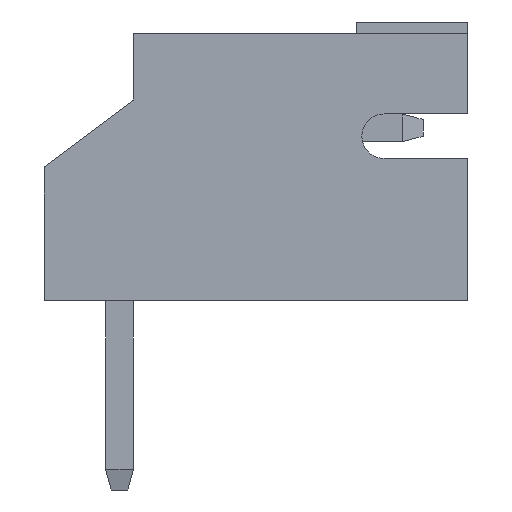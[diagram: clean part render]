
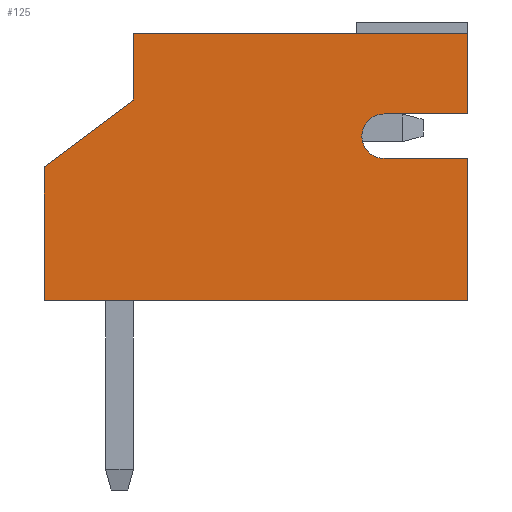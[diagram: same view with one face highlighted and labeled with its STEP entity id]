
A CAD part, left-side view. The second image highlights one B-rep face of the part: STEP entity #125.
In plain terms, the highlighted planar face has unit normal (-1, 0, 0).
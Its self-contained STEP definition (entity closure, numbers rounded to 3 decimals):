
#125=ADVANCED_FACE('',(#946),#948,.T.);
#946=FACE_BOUND('',#947,.T.);
#947=EDGE_LOOP('',(#1606,#1607,#1608,#1609,#1610,#1611,#1612,#1613,#1614,#1615));
#948=PLANE('',#949);
#949=AXIS2_PLACEMENT_3D('',#950,#951,#952);
#950=CARTESIAN_POINT('',(-1.95,0.,0.));
#951=DIRECTION('',(-1.,0.,0.));
#952=DIRECTION('',(0.,0.,1.));
#1606=ORIENTED_EDGE('',*,*,#2099,.T.);
#1607=ORIENTED_EDGE('',*,*,#2063,.T.);
#1608=ORIENTED_EDGE('',*,*,#2093,.T.);
#1609=ORIENTED_EDGE('',*,*,#2100,.T.);
#1610=ORIENTED_EDGE('',*,*,#2101,.T.);
#1611=ORIENTED_EDGE('',*,*,#2102,.T.);
#1612=ORIENTED_EDGE('',*,*,#2103,.T.);
#1613=ORIENTED_EDGE('',*,*,#2104,.T.);
#1614=ORIENTED_EDGE('',*,*,#2105,.T.);
#1615=ORIENTED_EDGE('',*,*,#2106,.T.);
#2063=EDGE_CURVE('',#2324,#2322,#2325,.T.);
#2093=EDGE_CURVE('',#2322,#2378,#2380,.T.);
#2099=EDGE_CURVE('',#2388,#2324,#2389,.F.);
#2100=EDGE_CURVE('',#2378,#2390,#2391,.T.);
#2101=EDGE_CURVE('',#2390,#2392,#2393,.T.);
#2102=EDGE_CURVE('',#2392,#2394,#2395,.T.);
#2103=EDGE_CURVE('',#2394,#2396,#2397,.T.);
#2104=EDGE_CURVE('',#2396,#2398,#2399,.T.);
#2105=EDGE_CURVE('',#2398,#2400,#2401,.F.);
#2106=EDGE_CURVE('',#2400,#2388,#2402,.F.);
#2322=VERTEX_POINT('',#2749);
#2324=VERTEX_POINT('',#2753);
#2325=LINE('',#2754,#2755);
#2378=VERTEX_POINT('',#2865);
#2380=LINE('',#2869,#2870);
#2388=VERTEX_POINT('',#2889);
#2389=LINE('',#2890,#2891);
#2390=VERTEX_POINT('',#2893);
#2391=LINE('',#2894,#2895);
#2392=VERTEX_POINT('',#2897);
#2393=LINE('',#2898,#2899);
#2394=VERTEX_POINT('',#2901);
#2395=LINE('',#2902,#2903);
#2396=VERTEX_POINT('',#2905);
#2397=LINE('',#2906,#2907);
#2398=VERTEX_POINT('',#2909);
#2399=LINE('',#2910,#2911);
#2400=VERTEX_POINT('',#2913);
#2401=LINE('',#2914,#2915);
#2402=CIRCLE('',#2917,0.4);
#2749=CARTESIAN_POINT('',(-1.95,-6.25,4.8));
#2753=CARTESIAN_POINT('',(-1.95,-6.25,3.35));
#2754=CARTESIAN_POINT('',(-1.95,-6.25,3.35));
#2755=VECTOR('',#2756,1.);
#2756=DIRECTION('',(0.,0.,1.));
#2865=CARTESIAN_POINT('',(-1.95,-0.25,4.8));
#2869=CARTESIAN_POINT('',(-1.95,-6.25,4.8));
#2870=VECTOR('',#2871,1.);
#2871=DIRECTION('',(0.,1.,0.));
#2889=CARTESIAN_POINT('',(-1.95,-4.75,3.35));
#2890=CARTESIAN_POINT('',(-1.95,-6.25,3.35));
#2891=VECTOR('',#2892,1.);
#2892=DIRECTION('',(0.,1.,0.));
#2893=CARTESIAN_POINT('',(-1.95,-0.25,3.6));
#2894=CARTESIAN_POINT('',(-1.95,-0.25,4.8));
#2895=VECTOR('',#2896,1.);
#2896=DIRECTION('',(0.,0.,-1.));
#2897=CARTESIAN_POINT('',(-1.95,1.35,2.4));
#2898=CARTESIAN_POINT('',(-1.95,-0.25,3.6));
#2899=VECTOR('',#2900,1.);
#2900=DIRECTION('',(0.,0.8,-0.6));
#2901=CARTESIAN_POINT('',(-1.95,1.35,0.));
#2902=CARTESIAN_POINT('',(-1.95,1.35,2.4));
#2903=VECTOR('',#2904,1.);
#2904=DIRECTION('',(0.,0.,-1.));
#2905=CARTESIAN_POINT('',(-1.95,-6.25,0.));
#2906=CARTESIAN_POINT('',(-1.95,1.35,0.));
#2907=VECTOR('',#2908,1.);
#2908=DIRECTION('',(0.,-1.,0.));
#2909=CARTESIAN_POINT('',(-1.95,-6.25,2.55));
#2910=CARTESIAN_POINT('',(-1.95,-6.25,0.));
#2911=VECTOR('',#2912,1.);
#2912=DIRECTION('',(0.,0.,1.));
#2913=CARTESIAN_POINT('',(-1.95,-4.75,2.55));
#2914=CARTESIAN_POINT('',(-1.95,-4.75,2.55));
#2915=VECTOR('',#2916,1.);
#2916=DIRECTION('',(0.,-1.,0.));
#2917=AXIS2_PLACEMENT_3D('',#2918,#2919,#2920);
#2918=CARTESIAN_POINT('',(-1.95,-4.75,2.95));
#2919=DIRECTION('',(-1.,0.,0.));
#2920=DIRECTION('',(0.,0.,1.));
